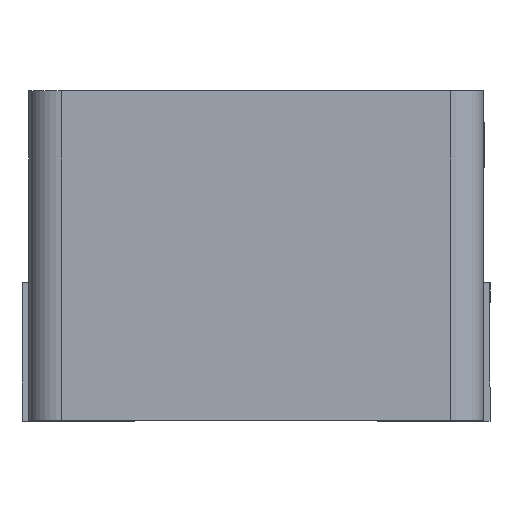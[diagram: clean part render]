
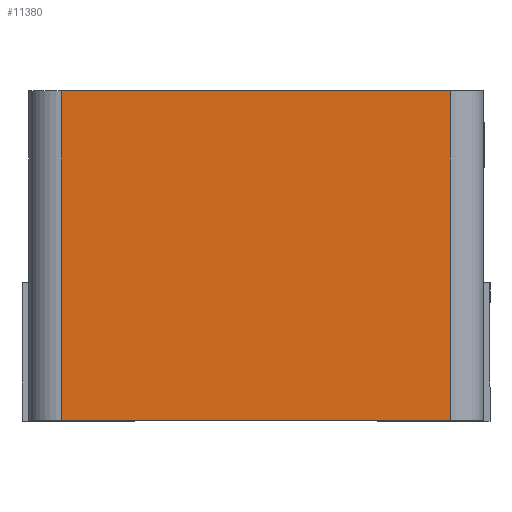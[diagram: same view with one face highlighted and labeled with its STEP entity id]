
A CAD part, front view. The second image highlights one B-rep face of the part: STEP entity #11380.
In plain terms, the highlighted planar face has unit normal (0, -1, 0).
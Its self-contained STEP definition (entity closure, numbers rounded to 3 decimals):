
#184 = CARTESIAN_POINT ( 'NONE',  ( 2.95, -3.3, 5. ) ) ;
#582 = CARTESIAN_POINT ( 'NONE',  ( -2.95, -3.3, 5. ) ) ;
#935 = DIRECTION ( 'NONE',  ( 1., 0., 0. ) ) ;
#1094 = PLANE ( 'NONE',  #4321 ) ;
#1143 = EDGE_CURVE ( 'NONE', #14169, #1353, #6564, .T. ) ;
#1182 = CARTESIAN_POINT ( 'NONE',  ( -3.45, -3.3, 5. ) ) ;
#1353 = VERTEX_POINT ( 'NONE', #3615 ) ;
#1443 = DIRECTION ( 'NONE',  ( 1., 0., 0. ) ) ;
#1898 = VERTEX_POINT ( 'NONE', #184 ) ;
#2672 = FACE_OUTER_BOUND ( 'NONE', #9561, .T. ) ;
#3615 = CARTESIAN_POINT ( 'NONE',  ( 2.95, -3.3, 0. ) ) ;
#3865 = DIRECTION ( 'NONE',  ( 0., 0., 1. ) ) ;
#4213 = ORIENTED_EDGE ( 'NONE', *, *, #5658, .F. ) ;
#4321 = AXIS2_PLACEMENT_3D ( 'NONE', #1182, #9738, #6893 ) ;
#4877 = LINE ( 'NONE', #582, #10995 ) ;
#5352 = LINE ( 'NONE', #14373, #9467 ) ;
#5557 = LINE ( 'NONE', #14374, #12072 ) ;
#5658 = EDGE_CURVE ( 'NONE', #14433, #1898, #5557, .T. ) ;
#6564 = LINE ( 'NONE', #10933, #9119 ) ;
#6893 = DIRECTION ( 'NONE',  ( 0., 0., 1. ) ) ;
#9119 = VECTOR ( 'NONE', #935, 1000. ) ;
#9467 = VECTOR ( 'NONE', #3865, 1000. ) ;
#9561 = EDGE_LOOP ( 'NONE', ( #4213, #11125, #14096, #18526 ) ) ;
#9738 = DIRECTION ( 'NONE',  ( 0., 1., 0. ) ) ;
#10933 = CARTESIAN_POINT ( 'NONE',  ( -3.45, -3.3, 0. ) ) ;
#10995 = VECTOR ( 'NONE', #18106, 1000. ) ;
#11125 = ORIENTED_EDGE ( 'NONE', *, *, #17875, .T. ) ;
#11380 = ADVANCED_FACE ( 'NONE', ( #2672 ), #1094, .F. ) ;
#12072 = VECTOR ( 'NONE', #1443, 1000. ) ;
#12681 = CARTESIAN_POINT ( 'NONE',  ( -2.95, -3.3, 5. ) ) ;
#13527 = EDGE_CURVE ( 'NONE', #1353, #1898, #5352, .T. ) ;
#14096 = ORIENTED_EDGE ( 'NONE', *, *, #1143, .T. ) ;
#14169 = VERTEX_POINT ( 'NONE', #17927 ) ;
#14373 = CARTESIAN_POINT ( 'NONE',  ( 2.95, -3.3, 5. ) ) ;
#14374 = CARTESIAN_POINT ( 'NONE',  ( -3.45, -3.3, 5. ) ) ;
#14433 = VERTEX_POINT ( 'NONE', #12681 ) ;
#17875 = EDGE_CURVE ( 'NONE', #14433, #14169, #4877, .T. ) ;
#17927 = CARTESIAN_POINT ( 'NONE',  ( -2.95, -3.3, 0. ) ) ;
#18106 = DIRECTION ( 'NONE',  ( 0., 0., -1. ) ) ;
#18526 = ORIENTED_EDGE ( 'NONE', *, *, #13527, .T. ) ;
